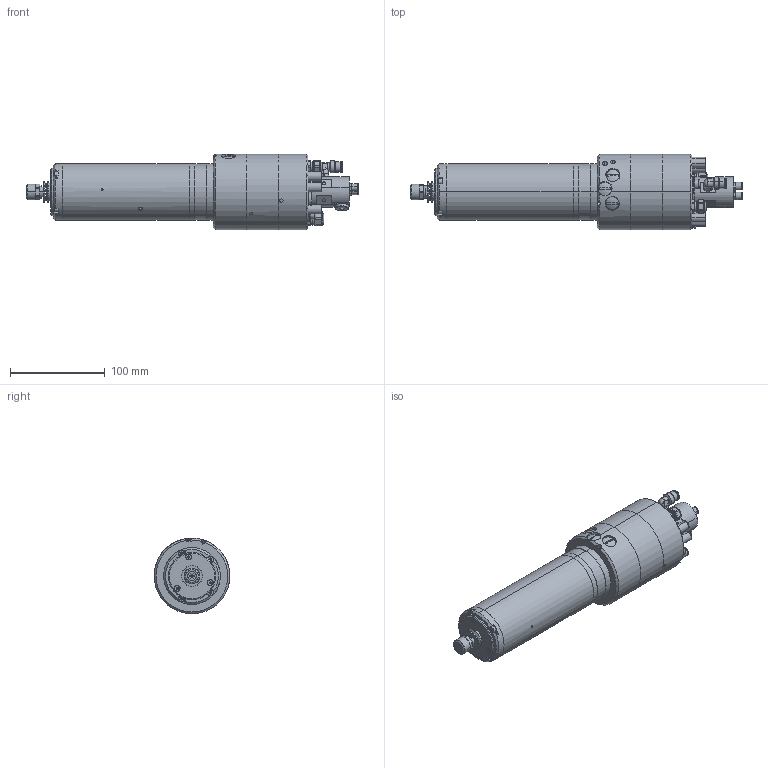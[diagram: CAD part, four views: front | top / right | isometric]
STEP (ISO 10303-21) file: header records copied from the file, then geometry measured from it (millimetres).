
FILE_DESCRIPTION (( 'STEP AP203' ), '1' );
FILE_NAME ('060A60HW-00-.STEP', '2016-04-12T07:53:31', ( '' ), ( '' ), 'SwSTEP 2.0', 'SolidWorks 2014', '' );
FILE_SCHEMA (( 'CONFIG_CONTROL_DESIGN' ));
Length unit declared in the file: millimetre
Products named in the file (1): 060A60HW-00-
Bounding box: 351.05 x 80 x 80 mm (x, y, z)
Surface area: 100458.4 mm2 (no closed solid volume)
Topology: 0 solids, 75 shells, 691 faces, 2138 edges, 1521 vertices
Faces by surface type: plane 314, cylinder 243, cone 87, torus 40, sphere 7
Entity records: 25433 total; most frequent: CARTESIAN_POINT 5798, DIRECTION 4425, ORIENTED_EDGE 3440, EDGE_CURVE 2126, AXIS2_PLACEMENT_3D 1744, VERTEX_POINT 1521, CIRCLE 1052, VECTOR 937
